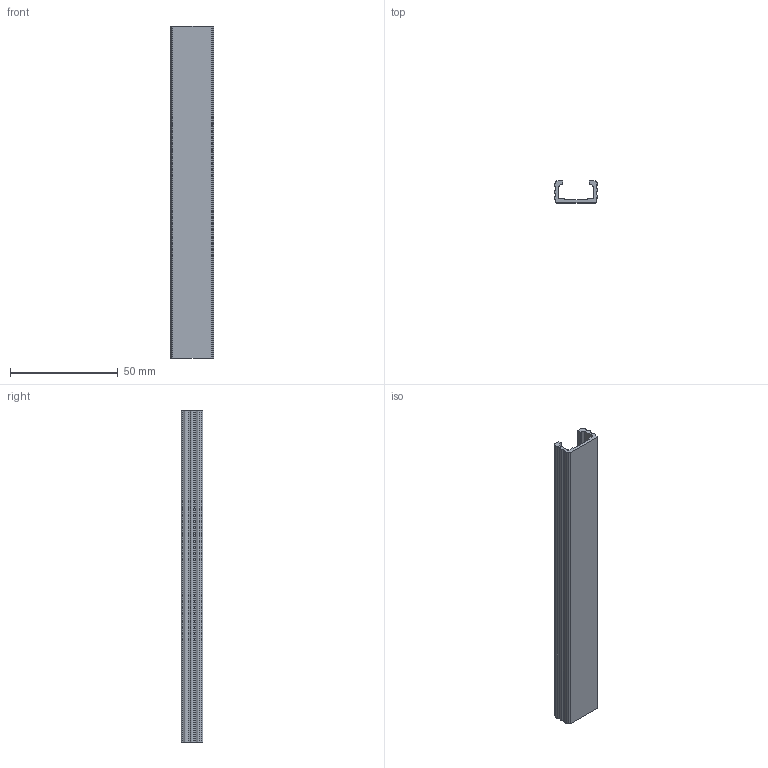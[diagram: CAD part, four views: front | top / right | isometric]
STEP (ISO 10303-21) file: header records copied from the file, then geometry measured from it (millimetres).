
FILE_DESCRIPTION(/* description */ (''),/* implementation_level */ '2;1');
FILE_NAME(/* name */ '41120e34-ff34-4445-94db-bf175b07ea1f.stp',/* time_stamp */ '2019-12-09T16:29:54+00:00',/* author */ (''),/* organization */ (''),/* preprocessor_version */ 'ST-DEVELOPER v18',/* originating_system */ 'Autodesk Translation Framework v8.12.0.6',/* authorisation */ '');
FILE_SCHEMA (('AUTOMOTIVE_DESIGN { 1 0 10303 214 3 1 1 }'));
Length unit declared in the file: millimetre
Products named in the file (1): Cherry Mx Switch Holder
Bounding box: 20.08 x 10 x 154 mm (x, y, z)
Volume: 9351.7 mm3; surface area: 12945.6 mm2
Topology: 1 solids, 1 shells, 48 faces, 138 edges, 92 vertices
Faces by surface type: plane 25, cylinder 23
Entity records: 1621 total; most frequent: DIRECTION 282, CARTESIAN_POINT 279, ORIENTED_EDGE 276, EDGE_CURVE 138, AXIS2_PLACEMENT_3D 95, LINE 92, VECTOR 92, VERTEX_POINT 92
